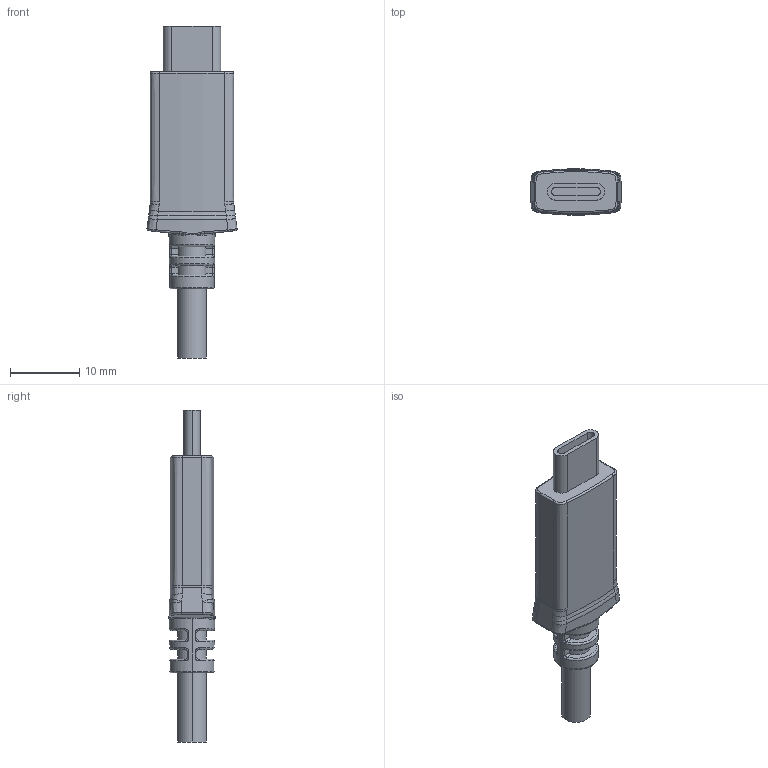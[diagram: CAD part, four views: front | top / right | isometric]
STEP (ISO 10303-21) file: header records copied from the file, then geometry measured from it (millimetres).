
FILE_DESCRIPTION (( 'STEP AP214' ), '1' );
FILE_NAME ('USB Type-C Plug -1.STEP', '2015-04-13T21:43:32', ( '' ), ( '' ), 'SwSTEP 2.0', 'SolidWorks 2014', '' );
FILE_SCHEMA (( 'AUTOMOTIVE_DESIGN' ));
Length unit declared in the file: millimetre
Products named in the file (1): USB Type-C Plug -1
Bounding box: 13.04 x 6.7 x 48.1 mm (x, y, z)
Volume: 2136.4 mm3; surface area: 1559.4 mm2
Topology: 3 solids, 3 shells, 158 faces, 366 edges, 218 vertices
Faces by surface type: bspline 70, cylinder 40, plane 30, torus 16, cone 2
Entity records: 6436 total; most frequent: CARTESIAN_POINT 3128, ORIENTED_EDGE 732, DIRECTION 452, EDGE_CURVE 366, VERTEX_POINT 218, AXIS2_PLACEMENT_3D 189, B_SPLINE_CURVE_WITH_KNOTS 168, EDGE_LOOP 164
